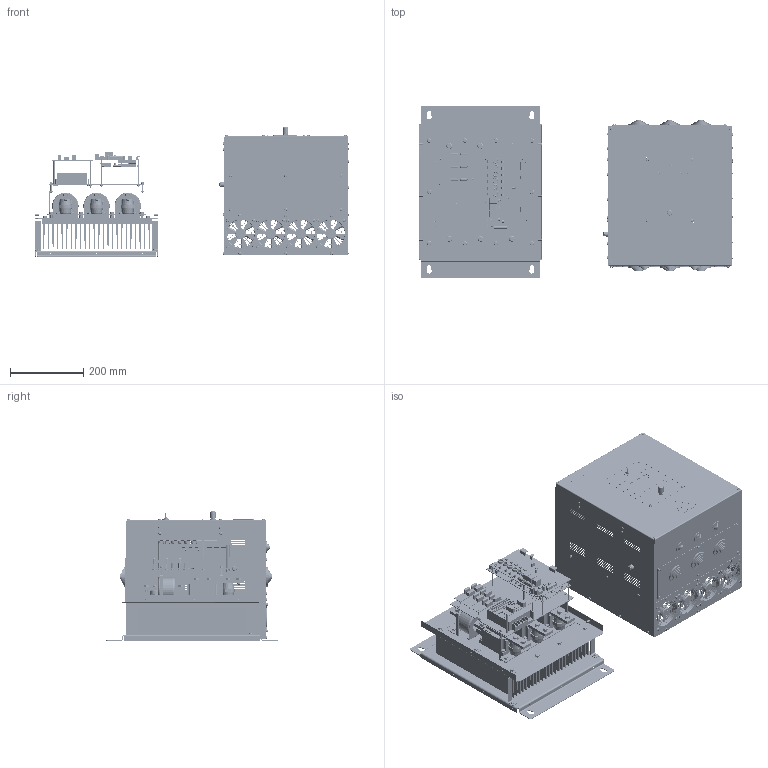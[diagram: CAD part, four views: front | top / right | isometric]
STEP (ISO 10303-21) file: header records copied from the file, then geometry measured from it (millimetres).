
FILE_DESCRIPTION(('STEP AP242'), '1');
FILE_NAME('Default file header', '2025-03-18T06:42:58', ('Default author'), ('Default organization'), 'C3D Converter', 'C3D Toolkit', 'Default authization');
FILE_SCHEMA(('AP242_MANAGED_MODEL_BASED_3D_ENGINEERING_MIM_LF { 1 0 10303 442 1 1 4 }'));
Length unit declared in the file: millimetre
Assembly tree (580 placements, depth 4):
  (unnamed)
    (unnamed)
      (unnamed)
      (unnamed)
    (unnamed)
      (unnamed)
      (unnamed)
    (unnamed)
      (unnamed)
      (unnamed)
    (unnamed)
      (unnamed)
    (unnamed)
      (unnamed)
        (unnamed)
        (unnamed)
        (unnamed)
        (unnamed)
        (unnamed)
        (unnamed)
        (unnamed)
        (unnamed)
        (unnamed)
        (unnamed)
        (unnamed)
        (unnamed)
        (unnamed)
        (unnamed)
        (unnamed)
        (unnamed)
        (unnamed)
        (unnamed)
      (unnamed)
        (unnamed)
      (unnamed)
      (unnamed)
      (unnamed)
      (unnamed)
      (unnamed)
      (unnamed)
      (unnamed)
      (unnamed)
      (unnamed)
      (unnamed)
      (unnamed)
      (unnamed)
      (unnamed)
      (unnamed)
      (unnamed)
      (unnamed)
      (unnamed)
      (unnamed)
      (unnamed)
      (unnamed)
      (unnamed)
      (unnamed)
      (unnamed)
      (unnamed)
    (unnamed)  x3
      (unnamed)
Bounding box: 856.87 x 468 x 352.72 mm (x, y, z)
Volume: 6414419.3 mm3; surface area: 3955630.6 mm2
Topology: 585 solids, 585 shells, 7839 faces, 18457 edges, 12246 vertices
Faces by surface type: plane 4757, cylinder 2176, cone 568, torus 266, sphere 68, bspline 4
Full cylindrical faces by diameter (mm): 1 x44, 1.5 x7, 1.857 x4, 2 x53, 2.3 x1, 2.5 x68, 2.6 x18, 2.7 x1, 3 x109, 3.2 x16, 3.235 x3, 3.294 x1, 3.3 x28, 3.5 x20, 3.685 x3, 4 x164, 4.2 x2, 4.3 x8, 4.5 x66, 5 x29, 5.2 x20, 5.5 x37, 5.9 x21, 6 x92, 6.1 x21, 6.4 x36, 6.5 x29, 7 x25, 7.5 x15, 8 x99
Entity records: 329565 total; most frequent: CARTESIAN_POINT 83729, DIRECTION 36696, ORIENTED_EDGE 31198, EDGE_CURVE 15599, AXIS2_PLACEMENT_3D 14493, VERTEX_POINT 11758, EDGE_LOOP 11610, PROPERTY_DEFINITION 9443
